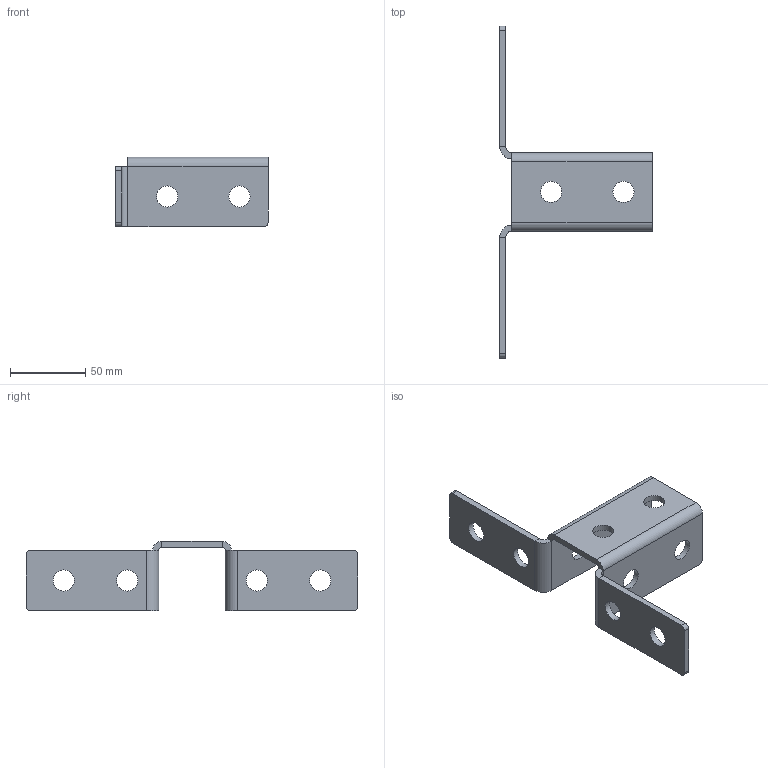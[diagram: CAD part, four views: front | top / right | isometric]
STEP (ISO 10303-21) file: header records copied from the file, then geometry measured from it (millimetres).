
FILE_DESCRIPTION(/* description */ (''),/* implementation_level */ '2;1');
FILE_NAME(/* name */ '',/* time_stamp */ '2023-05-16T17:46:34+03:00',/* author */ ('Man88'),/* organization */ (''),/* preprocessor_version */ 'ST-DEVELOPER v19.2',/* originating_system */ 'Autodesk Inventor 2023',/* authorisation */ '');
FILE_SCHEMA (('AUTOMOTIVE_DESIGN { 1 0 10303 214 3 1 1 }'));
Length unit declared in the file: millimetre
Products named in the file (1): Основание угловое 
двойное для страт-
профиля 41х41 мм,
 OUSG41x41
Bounding box: 101 x 220 x 46 mm (x, y, z)
Volume: 71726.7 mm3; surface area: 40827.1 mm2
Topology: 1 solids, 1 shells, 54 faces, 124 edges, 72 vertices
Faces by surface type: plane 30, cylinder 24
Full cylindrical faces by diameter (mm): 14 x10
Entity records: 1646 total; most frequent: DIRECTION 282, CARTESIAN_POINT 251, ORIENTED_EDGE 248, EDGE_CURVE 124, AXIS2_PLACEMENT_3D 103, LINE 76, VECTOR 76, EDGE_LOOP 74
